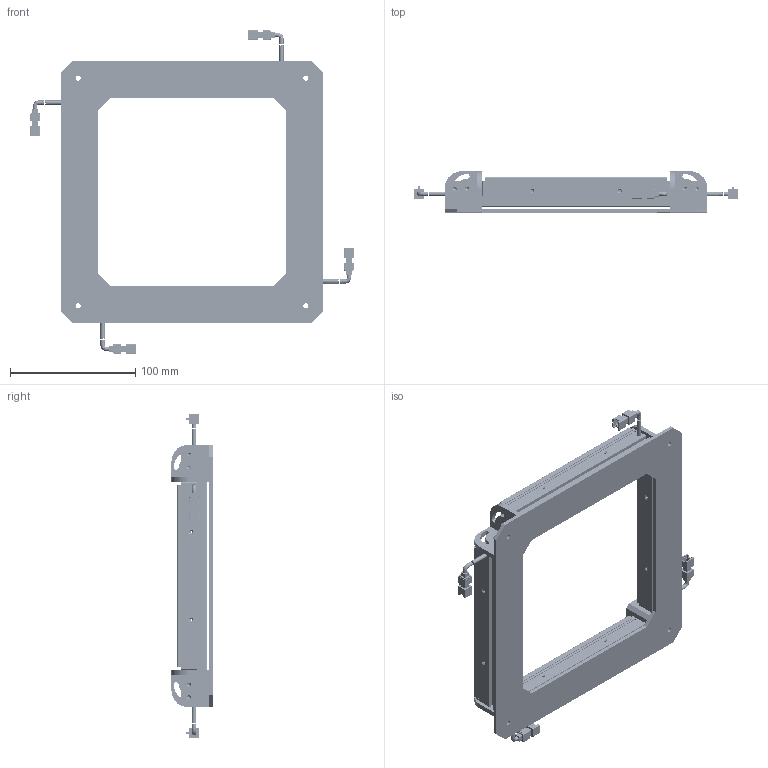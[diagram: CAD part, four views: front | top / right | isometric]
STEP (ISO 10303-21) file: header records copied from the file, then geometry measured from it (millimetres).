
FILE_DESCRIPTION (( 'STEP AP214' ), '1' );
FILE_NAME ('660302-W.STEP', '2019-03-14T01:54:30', ( 'user' ), ( '微软中国' ), 'SwSTEP 2.0', 'SolidWorks 2016', '' );
FILE_SCHEMA (( 'AUTOMOTIVE_DESIGN' ));
Length unit declared in the file: millimetre
Products named in the file (1): 660302-W
Bounding box: 259 x 33 x 259 mm (x, y, z)
Volume: 238480 mm3; surface area: 215116.1 mm2
Topology: 29 solids, 29 shells, 3465 faces, 9147 edges, 5750 vertices
Faces by surface type: cylinder 1712, plane 1176, bspline 409, cone 168
Entity records: 123302 total; most frequent: CARTESIAN_POINT 24124, DIRECTION 18503, ORIENTED_EDGE 16742, EDGE_CURVE 8371, AXIS2_PLACEMENT_3D 7209, VERTEX_POINT 5750, EDGE_LOOP 4325, CIRCLE 4152
